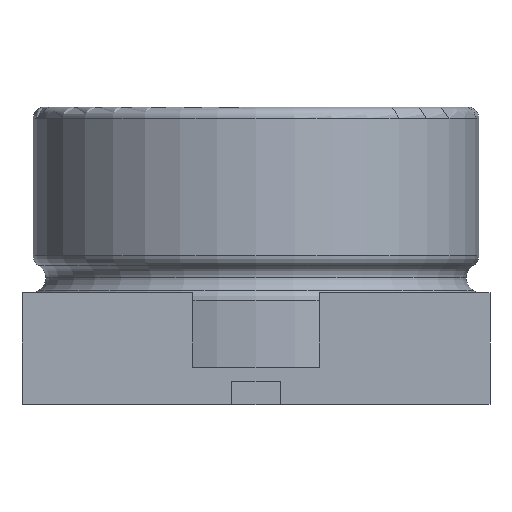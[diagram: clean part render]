
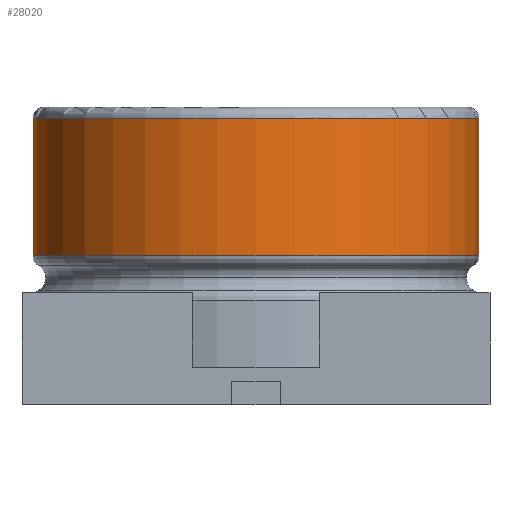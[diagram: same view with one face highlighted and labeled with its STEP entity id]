
A CAD part, front view. The second image highlights one B-rep face of the part: STEP entity #28020.
In plain terms, the highlighted cylindrical face has radius 3 mm (diameter 6 mm), a partial arc.
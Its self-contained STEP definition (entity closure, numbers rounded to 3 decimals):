
#12942=DIRECTION('',(0.,0.,1.));
#12943=VECTOR('',#12942,1.851);
#12944=CARTESIAN_POINT('',(-3.,0.,1.999));
#12945=LINE('',#12944,#12943);
#12981=CARTESIAN_POINT('',(0.,0.,3.85));
#12982=DIRECTION('',(0.,0.,1.));
#12983=DIRECTION('',(-1.,0.,0.));
#12984=AXIS2_PLACEMENT_3D('',#12981,#12982,#12983);
#14113=DIRECTION('',(0.,0.,1.));
#14114=VECTOR('',#14113,1.851);
#14115=CARTESIAN_POINT('',(3.,0.,1.999));
#14116=LINE('',#14115,#14114);
#14136=CARTESIAN_POINT('',(0.,0.,1.999));
#14137=DIRECTION('',(0.,0.,-1.));
#14138=DIRECTION('',(1.,0.,0.));
#14139=AXIS2_PLACEMENT_3D('',#14136,#14137,#14138);
#14210=CARTESIAN_POINT('',(-3.,0.,3.85));
#14211=CARTESIAN_POINT('',(3.,0.,3.85));
#14212=VERTEX_POINT('',#14210);
#14213=VERTEX_POINT('',#14211);
#14244=CARTESIAN_POINT('',(-3.,0.,1.999));
#14245=CARTESIAN_POINT('',(3.,0.,1.999));
#14246=VERTEX_POINT('',#14244);
#14247=VERTEX_POINT('',#14245);
#28008=CARTESIAN_POINT('',(0.,0.,4.));
#28009=DIRECTION('',(0.,0.,-1.));
#28010=DIRECTION('',(-1.,0.,0.));
#28011=AXIS2_PLACEMENT_3D('',#28008,#28009,#28010);
#28012=CYLINDRICAL_SURFACE('',#28011,3.);
#28013=ORIENTED_EDGE('',*,*,#26907,.F.);
#28015=ORIENTED_EDGE('',*,*,#28014,.T.);
#28016=ORIENTED_EDGE('',*,*,#26904,.T.);
#28017=ORIENTED_EDGE('',*,*,#26954,.T.);
#28018=EDGE_LOOP('',(#28013,#28015,#28016,#28017));
#28019=FACE_OUTER_BOUND('',#28018,.F.);
#12985=CIRCLE('',#12984,3.);
#14140=CIRCLE('',#14139,3.);
#26904=EDGE_CURVE('',#14246,#14212,#12945,.T.);
#26907=EDGE_CURVE('',#14247,#14213,#14116,.T.);
#26954=EDGE_CURVE('',#14212,#14213,#12985,.T.);
#28014=EDGE_CURVE('',#14247,#14246,#14140,.T.);
#28020=ADVANCED_FACE('',(#28019),#28012,.T.);
